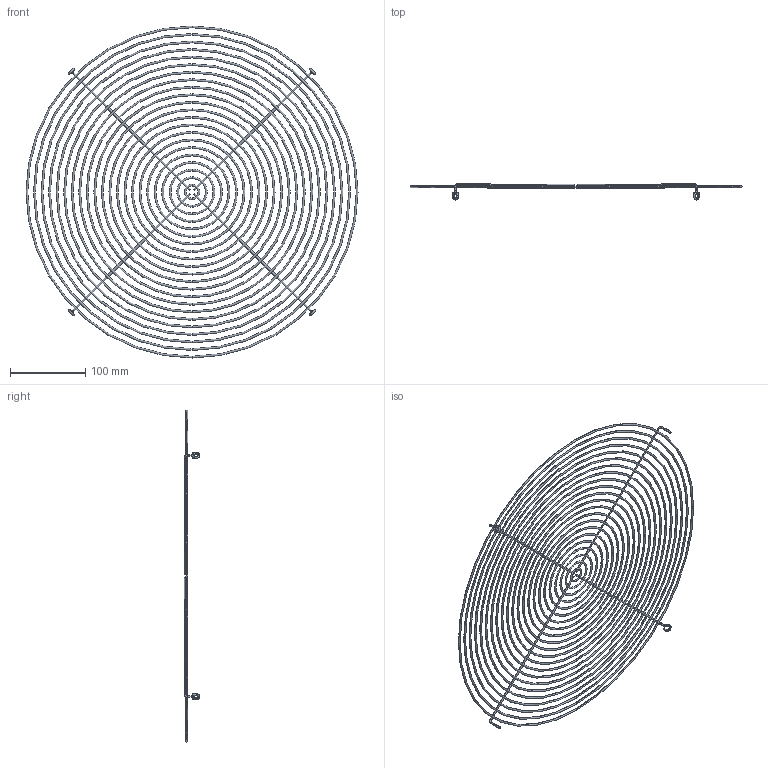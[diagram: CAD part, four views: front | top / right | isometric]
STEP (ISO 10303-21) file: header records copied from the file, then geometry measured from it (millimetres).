
FILE_DESCRIPTION (( 'STEP AP203' ), '1' );
FILE_NAME ('5RE4504.STEP', '2022-03-11T16:03:37', ( '' ), ( '' ), 'SwSTEP 2.0', 'SolidWorks 2018', '' );
FILE_SCHEMA (( 'CONFIG_CONTROL_DESIGN' ));
Length unit declared in the file: millimetre
Products named in the file (1): 5RE4504
Bounding box: 440.4 x 20.83 x 440.4 mm (x, y, z)
Volume: 75874 mm3; surface area: 126490.5 mm2
Topology: 19 solids, 19 shells, 144 faces, 352 edges, 216 vertices
Faces by surface type: torus 104, cylinder 24, bspline 8, plane 8
Entity records: 7985 total; most frequent: CARTESIAN_POINT 4337, DIRECTION 842, ORIENTED_EDGE 704, AXIS2_PLACEMENT_3D 409, EDGE_CURVE 352, CIRCLE 272, VERTEX_POINT 216, EDGE_LOOP 176
